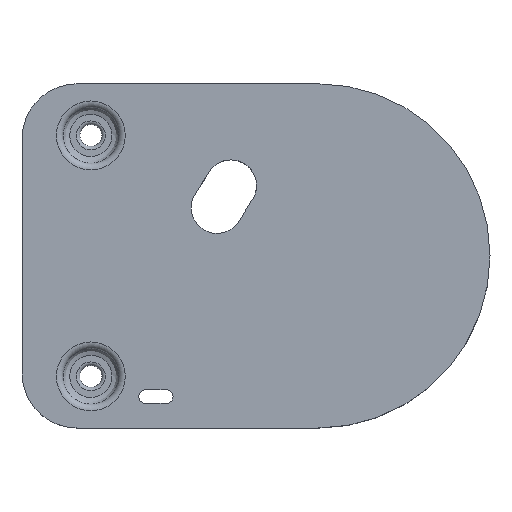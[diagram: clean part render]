
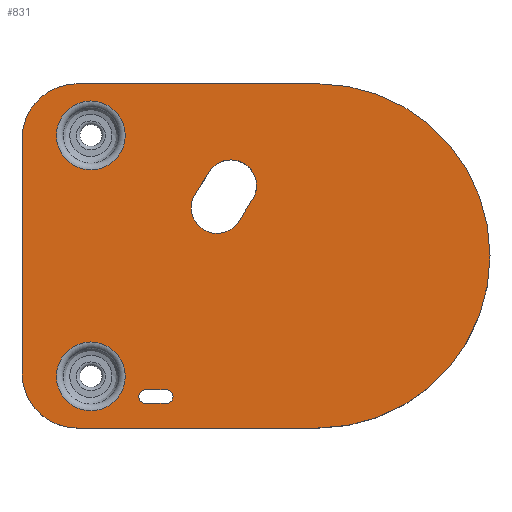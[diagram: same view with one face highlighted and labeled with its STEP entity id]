
A CAD part, top view. The second image highlights one B-rep face of the part: STEP entity #831.
In plain terms, the highlighted planar face has unit normal (0, 0, 1).
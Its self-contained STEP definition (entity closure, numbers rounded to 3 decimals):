
#25=FACE_BOUND('',#107,.T.);
#26=FACE_BOUND('',#108,.T.);
#27=FACE_BOUND('',#109,.T.);
#28=FACE_BOUND('',#110,.T.);
#61=FACE_OUTER_BOUND('',#106,.T.);
#106=EDGE_LOOP('',(#598,#599,#600,#601,#602,#603));
#107=EDGE_LOOP('',(#604,#605,#606,#607,#608,#609));
#108=EDGE_LOOP('',(#610));
#109=EDGE_LOOP('',(#611,#612,#613,#614));
#110=EDGE_LOOP('',(#615));
#161=LINE('',#1254,#237);
#167=LINE('',#1269,#243);
#171=LINE('',#1290,#247);
#174=LINE('',#1296,#250);
#175=LINE('',#1300,#251);
#176=LINE('',#1306,#252);
#177=LINE('',#1310,#253);
#237=VECTOR('',#1000,10.);
#243=VECTOR('',#1014,10.);
#247=VECTOR('',#1038,10.);
#250=VECTOR('',#1043,10.);
#251=VECTOR('',#1046,10.);
#252=VECTOR('',#1051,10.);
#253=VECTOR('',#1054,10.);
#306=CIRCLE('',#887,1.);
#308=CIRCLE('',#891,1.);
#311=CIRCLE('',#896,1.);
#312=CIRCLE('',#898,1.);
#315=CIRCLE('',#902,8.);
#316=CIRCLE('',#905,8.);
#317=CIRCLE('',#906,25.);
#318=CIRCLE('',#907,5.);
#319=CIRCLE('',#908,3.75);
#320=CIRCLE('',#909,3.75);
#321=CIRCLE('',#910,5.);
#356=VERTEX_POINT('',#1244);
#357=VERTEX_POINT('',#1245);
#360=VERTEX_POINT('',#1253);
#362=VERTEX_POINT('',#1259);
#365=VERTEX_POINT('',#1267);
#367=VERTEX_POINT('',#1273);
#370=VERTEX_POINT('',#1283);
#371=VERTEX_POINT('',#1285);
#372=VERTEX_POINT('',#1289);
#374=VERTEX_POINT('',#1295);
#375=VERTEX_POINT('',#1297);
#376=VERTEX_POINT('',#1299);
#377=VERTEX_POINT('',#1302);
#378=VERTEX_POINT('',#1304);
#379=VERTEX_POINT('',#1305);
#380=VERTEX_POINT('',#1307);
#381=VERTEX_POINT('',#1309);
#382=VERTEX_POINT('',#1312);
#440=EDGE_CURVE('',#356,#357,#306,.T.);
#444=EDGE_CURVE('',#360,#357,#161,.T.);
#447=EDGE_CURVE('',#362,#356,#308,.T.);
#452=EDGE_CURVE('',#362,#365,#167,.T.);
#455=EDGE_CURVE('',#367,#365,#311,.T.);
#456=EDGE_CURVE('',#360,#367,#312,.T.);
#460=EDGE_CURVE('',#370,#371,#315,.T.);
#462=EDGE_CURVE('',#371,#372,#171,.T.);
#465=EDGE_CURVE('',#374,#370,#174,.T.);
#466=EDGE_CURVE('',#375,#374,#316,.T.);
#467=EDGE_CURVE('',#376,#375,#175,.T.);
#468=EDGE_CURVE('',#372,#376,#317,.T.);
#469=EDGE_CURVE('',#377,#377,#318,.T.);
#470=EDGE_CURVE('',#378,#379,#176,.T.);
#471=EDGE_CURVE('',#380,#378,#319,.T.);
#472=EDGE_CURVE('',#381,#380,#177,.T.);
#473=EDGE_CURVE('',#379,#381,#320,.T.);
#474=EDGE_CURVE('',#382,#382,#321,.T.);
#598=ORIENTED_EDGE('',*,*,#460,.F.);
#599=ORIENTED_EDGE('',*,*,#465,.F.);
#600=ORIENTED_EDGE('',*,*,#466,.F.);
#601=ORIENTED_EDGE('',*,*,#467,.F.);
#602=ORIENTED_EDGE('',*,*,#468,.F.);
#603=ORIENTED_EDGE('',*,*,#462,.F.);
#604=ORIENTED_EDGE('',*,*,#452,.T.);
#605=ORIENTED_EDGE('',*,*,#455,.F.);
#606=ORIENTED_EDGE('',*,*,#456,.F.);
#607=ORIENTED_EDGE('',*,*,#444,.T.);
#608=ORIENTED_EDGE('',*,*,#440,.F.);
#609=ORIENTED_EDGE('',*,*,#447,.F.);
#610=ORIENTED_EDGE('',*,*,#469,.F.);
#611=ORIENTED_EDGE('',*,*,#470,.F.);
#612=ORIENTED_EDGE('',*,*,#471,.F.);
#613=ORIENTED_EDGE('',*,*,#472,.F.);
#614=ORIENTED_EDGE('',*,*,#473,.F.);
#615=ORIENTED_EDGE('',*,*,#474,.F.);
#801=PLANE('',#904);
#831=ADVANCED_FACE('',(#61,#25,#26,#27,#28),#801,.T.);
#887=AXIS2_PLACEMENT_3D('',#1246,#992,#993);
#891=AXIS2_PLACEMENT_3D('',#1260,#1005,#1006);
#896=AXIS2_PLACEMENT_3D('',#1275,#1020,#1021);
#898=AXIS2_PLACEMENT_3D('',#1277,#1024,#1025);
#902=AXIS2_PLACEMENT_3D('',#1286,#1033,#1034);
#904=AXIS2_PLACEMENT_3D('',#1294,#1041,#1042);
#905=AXIS2_PLACEMENT_3D('',#1298,#1044,#1045);
#906=AXIS2_PLACEMENT_3D('',#1301,#1047,#1048);
#907=AXIS2_PLACEMENT_3D('',#1303,#1049,#1050);
#908=AXIS2_PLACEMENT_3D('',#1308,#1052,#1053);
#909=AXIS2_PLACEMENT_3D('',#1311,#1055,#1056);
#910=AXIS2_PLACEMENT_3D('',#1313,#1057,#1058);
#992=DIRECTION('center_axis',(0.,0.,1.));
#993=DIRECTION('ref_axis',(0.707,0.707,0.));
#1000=DIRECTION('',(1.,0.,0.));
#1005=DIRECTION('center_axis',(0.,0.,1.));
#1006=DIRECTION('ref_axis',(0.707,-0.707,0.));
#1014=DIRECTION('',(-1.,0.,0.));
#1020=DIRECTION('center_axis',(0.,0.,1.));
#1021=DIRECTION('ref_axis',(-0.707,-0.707,0.));
#1024=DIRECTION('center_axis',(0.,0.,1.));
#1025=DIRECTION('ref_axis',(-0.707,0.707,0.));
#1033=DIRECTION('center_axis',(0.,0.,-1.));
#1034=DIRECTION('ref_axis',(-0.707,0.707,0.));
#1038=DIRECTION('',(1.,0.,0.));
#1041=DIRECTION('center_axis',(0.,0.,1.));
#1042=DIRECTION('ref_axis',(-1.,0.,0.));
#1043=DIRECTION('',(0.,1.,0.));
#1044=DIRECTION('center_axis',(0.,0.,-1.));
#1045=DIRECTION('ref_axis',(-0.707,-0.707,0.));
#1046=DIRECTION('',(-1.,0.,0.));
#1047=DIRECTION('center_axis',(0.,0.,-1.));
#1048=DIRECTION('ref_axis',(-1.,0.,0.));
#1049=DIRECTION('center_axis',(0.,0.,1.));
#1050=DIRECTION('ref_axis',(-1.,0.,0.));
#1051=DIRECTION('',(-0.533,-0.846,0.));
#1052=DIRECTION('center_axis',(0.,0.,1.));
#1053=DIRECTION('ref_axis',(-1.,0.,0.));
#1054=DIRECTION('',(0.527,0.85,0.));
#1055=DIRECTION('center_axis',(0.,0.,1.));
#1056=DIRECTION('ref_axis',(-1.,0.,0.));
#1057=DIRECTION('center_axis',(0.,0.,1.));
#1058=DIRECTION('ref_axis',(-1.,0.,0.));
#1244=CARTESIAN_POINT('',(21.,-0.5,-3.));
#1245=CARTESIAN_POINT('',(20.,0.5,-3.));
#1246=CARTESIAN_POINT('Origin',(20.,-0.5,-3.));
#1253=CARTESIAN_POINT('',(17.,0.5,-3.));
#1254=CARTESIAN_POINT('',(28.019,0.5,-3.));
#1259=CARTESIAN_POINT('',(20.,-1.5,-3.));
#1260=CARTESIAN_POINT('Origin',(20.,-0.5,-3.));
#1267=CARTESIAN_POINT('',(17.,-1.5,-3.));
#1269=CARTESIAN_POINT('',(31.519,-1.5,-3.));
#1273=CARTESIAN_POINT('',(16.,-0.5,-3.));
#1275=CARTESIAN_POINT('Origin',(17.,-0.5,-3.));
#1277=CARTESIAN_POINT('Origin',(17.,-0.5,-3.));
#1283=CARTESIAN_POINT('',(-0.942,36.935,-3.));
#1285=CARTESIAN_POINT('',(7.058,44.935,-3.));
#1286=CARTESIAN_POINT('Origin',(7.058,36.935,-3.));
#1289=CARTESIAN_POINT('',(42.037,44.935,-3.));
#1290=CARTESIAN_POINT('',(42.037,44.935,-3.));
#1294=CARTESIAN_POINT('Origin',(42.037,19.935,-3.));
#1295=CARTESIAN_POINT('',(-0.943,2.935,-3.));
#1296=CARTESIAN_POINT('',(-0.942,26.186,-3.));
#1297=CARTESIAN_POINT('',(7.057,-5.065,-3.));
#1298=CARTESIAN_POINT('Origin',(7.057,2.935,-3.));
#1299=CARTESIAN_POINT('',(42.037,-5.065,-3.));
#1300=CARTESIAN_POINT('',(20.183,-5.065,-3.));
#1301=CARTESIAN_POINT('Origin',(42.037,19.935,-3.));
#1302=CARTESIAN_POINT('',(14.058,37.435,-3.));
#1303=CARTESIAN_POINT('Origin',(9.058,37.435,-3.));
#1304=CARTESIAN_POINT('',(26.465,32.485,-3.));
#1305=CARTESIAN_POINT('',(24.003,28.581,-3.));
#1306=CARTESIAN_POINT('',(24.618,29.557,-3.));
#1307=CARTESIAN_POINT('',(32.304,27.779,-3.));
#1308=CARTESIAN_POINT('Origin',(29.384,30.132,-3.));
#1309=CARTESIAN_POINT('',(30.571,24.984,-3.));
#1310=CARTESIAN_POINT('',(31.899,27.126,-3.));
#1311=CARTESIAN_POINT('Origin',(27.384,26.96,-3.));
#1312=CARTESIAN_POINT('',(14.057,2.435,-3.));
#1313=CARTESIAN_POINT('Origin',(9.057,2.435,-3.));
